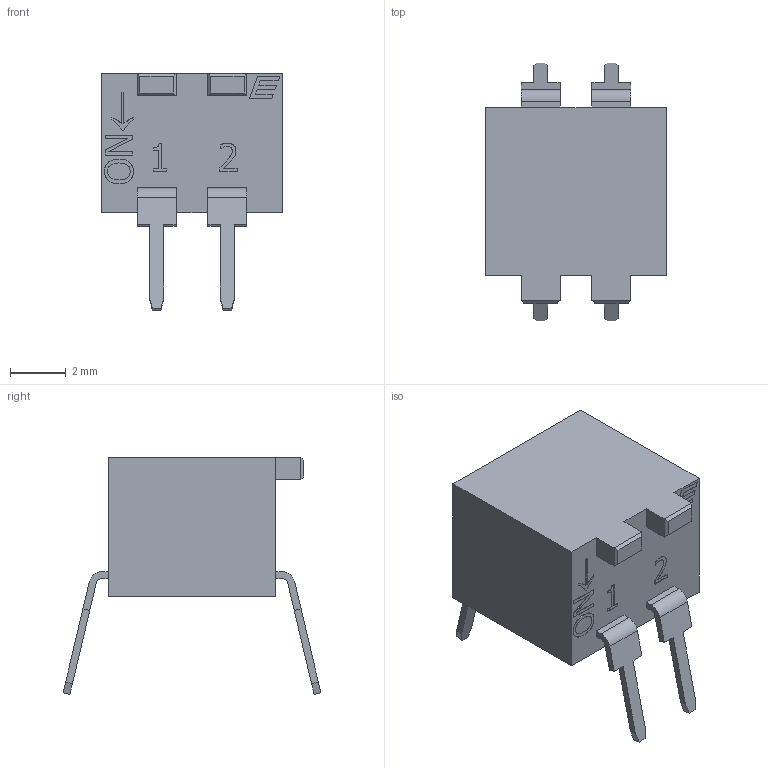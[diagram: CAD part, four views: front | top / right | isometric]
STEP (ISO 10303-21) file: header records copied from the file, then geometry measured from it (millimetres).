
FILE_DESCRIPTION((' '),'2;1');
FILE_NAME('KAC02LAGx.stp','2017-07-31T15:04:24',(' '),(' '),' ','ACIS',' ');
FILE_SCHEMA(('CONFIG_CONTROL_DESIGN'));
Length unit declared in the file: inch
Products named in the file (1): KAC02LAGx.stp
Bounding box: 6.48 x 9.24 x 8.5 mm (x, y, z)
Volume: 200.5 mm3; surface area: 251.4 mm2
Topology: 1 solids, 1 shells, 163 faces, 442 edges, 292 vertices
Faces by surface type: plane 125, bspline 30, cylinder 8
Entity records: 5390 total; most frequent: CARTESIAN_POINT 1361, ORIENTED_EDGE 884, DIRECTION 666, EDGE_CURVE 442, VECTOR 366, LINE 366, VERTEX_POINT 292, EDGE_LOOP 174
